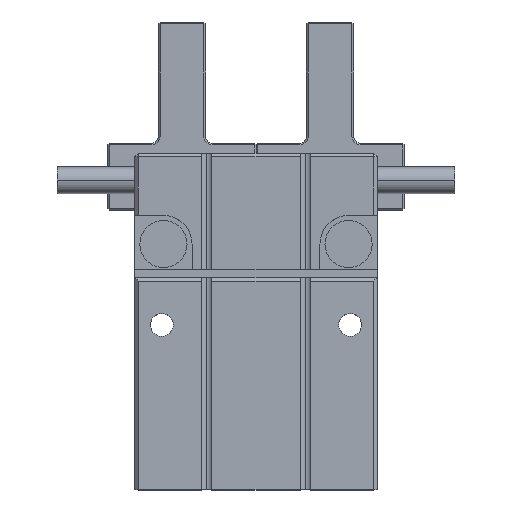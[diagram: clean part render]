
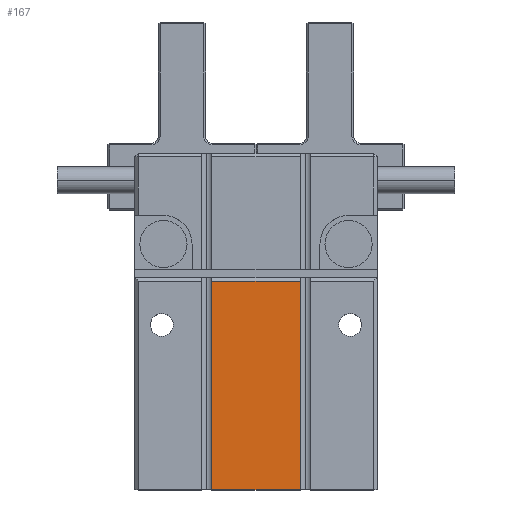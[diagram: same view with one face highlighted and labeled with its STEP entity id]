
A CAD part, top view. The second image highlights one B-rep face of the part: STEP entity #167.
In plain terms, the highlighted planar face has unit normal (0, 0, 1).
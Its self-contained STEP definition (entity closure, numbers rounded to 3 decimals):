
#167=ADVANCED_FACE('NONE',(#707),#708,.F.);
#707=FACE_OUTER_BOUND('',#1588,.T.);
#708=PLANE('',#1589);
#1588=EDGE_LOOP('',(#3180,#3181,#3182,#3183));
#1589=AXIS2_PLACEMENT_3D('',#3184,#3185,#3186);
#3180=ORIENTED_EDGE('',*,*,#6211,.F.);
#3181=ORIENTED_EDGE('',*,*,#6212,.T.);
#3182=ORIENTED_EDGE('',*,*,#6208,.T.);
#3183=ORIENTED_EDGE('',*,*,#6005,.T.);
#3184=CARTESIAN_POINT('',(-13.2,100.0,24.0));
#3185=DIRECTION('',(0.0,0.0,-1.0));
#3186=DIRECTION('',(0.0,-1.0,0.0));
#6005=EDGE_CURVE('NONE',#7423,#7421,#7424,.T.);
#6208=EDGE_CURVE('NONE',#7753,#7423,#7754,.T.);
#6211=EDGE_CURVE('NONE',#7758,#7421,#7759,.T.);
#6212=EDGE_CURVE('NONE',#7758,#7753,#7760,.T.);
#7421=VERTEX_POINT('NONE',#9446);
#7423=VERTEX_POINT('NONE',#9449);
#7424=LINE('',#9450,#9451);
#7753=VERTEX_POINT('NONE',#9951);
#7754=LINE('',#9952,#9953);
#7758=VERTEX_POINT('NONE',#9959);
#7759=LINE('',#9960,#9961);
#7760=LINE('',#9962,#9963);
#9446=CARTESIAN_POINT('',(13.2,0.0,24.0));
#9449=CARTESIAN_POINT('',(-13.2,0.0,24.0));
#9450=CARTESIAN_POINT('',(-13.2,0.0,24.0));
#9451=VECTOR('',#12059,1000.0);
#9951=CARTESIAN_POINT('',(-13.2,62.0,24.0));
#9952=CARTESIAN_POINT('',(-13.2,100.0,24.0));
#9953=VECTOR('',#12324,1000.0);
#9959=CARTESIAN_POINT('',(13.2,62.0,24.0));
#9960=CARTESIAN_POINT('',(13.2,100.0,24.0));
#9961=VECTOR('',#12327,1000.0);
#9962=CARTESIAN_POINT('',(-13.2,62.0,24.0));
#9963=VECTOR('',#12328,1000.0);
#12059=DIRECTION('',(1.0,0.0,0.0));
#12324=DIRECTION('',(0.0,-1.0,0.0));
#12327=DIRECTION('',(0.0,-1.0,0.0));
#12328=DIRECTION('',(-1.0,0.0,0.0));
